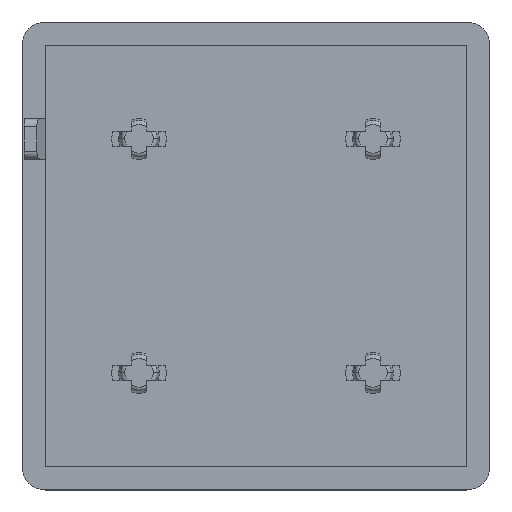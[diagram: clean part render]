
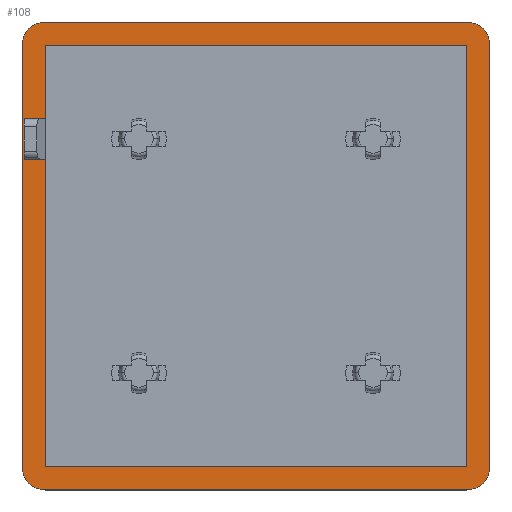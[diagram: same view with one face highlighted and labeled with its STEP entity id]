
A CAD part, top view. The second image highlights one B-rep face of the part: STEP entity #108.
In plain terms, the highlighted planar face has unit normal (0, 0, 1).
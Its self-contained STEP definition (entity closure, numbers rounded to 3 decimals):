
#108=ADVANCED_FACE('',(#308,#309),#310,.T.);
#308=FACE_OUTER_BOUND('',#637,.T.);
#309=FACE_BOUND('',#638,.T.);
#310=PLANE('',#639);
#637=EDGE_LOOP('',(#1183,#1184,#1185,#1186,#1187,#1188,#1189,#1190));
#638=EDGE_LOOP('',(#1191,#1192,#1193,#1194,#1195,#1196,#1197,#1198));
#639=AXIS2_PLACEMENT_3D('',#1199,#1200,#1201);
#1183=ORIENTED_EDGE('',*,*,#2432,.T.);
#1184=ORIENTED_EDGE('',*,*,#2433,.T.);
#1185=ORIENTED_EDGE('',*,*,#2434,.T.);
#1186=ORIENTED_EDGE('',*,*,#2435,.T.);
#1187=ORIENTED_EDGE('',*,*,#2436,.T.);
#1188=ORIENTED_EDGE('',*,*,#2437,.T.);
#1189=ORIENTED_EDGE('',*,*,#2438,.T.);
#1190=ORIENTED_EDGE('',*,*,#2439,.T.);
#1191=ORIENTED_EDGE('',*,*,#2440,.F.);
#1192=ORIENTED_EDGE('',*,*,#2441,.T.);
#1193=ORIENTED_EDGE('',*,*,#2442,.T.);
#1194=ORIENTED_EDGE('',*,*,#2443,.T.);
#1195=ORIENTED_EDGE('',*,*,#2444,.F.);
#1196=ORIENTED_EDGE('',*,*,#2445,.F.);
#1197=ORIENTED_EDGE('',*,*,#2446,.F.);
#1198=ORIENTED_EDGE('',*,*,#2447,.F.);
#1199=CARTESIAN_POINT('',(45.0,-45.0,3.0));
#1200=DIRECTION('',(-0.0,0.0,1.0));
#1201=DIRECTION('',(1.0,-0.0,0.0));
#2432=EDGE_CURVE('',#3019,#3020,#3021,.T.);
#2433=EDGE_CURVE('',#3020,#3022,#3023,.T.);
#2434=EDGE_CURVE('',#3022,#3024,#3025,.T.);
#2435=EDGE_CURVE('',#3024,#3026,#3027,.T.);
#2436=EDGE_CURVE('',#3026,#3028,#3029,.T.);
#2437=EDGE_CURVE('',#3028,#3030,#3031,.T.);
#2438=EDGE_CURVE('',#3030,#3032,#3033,.T.);
#2439=EDGE_CURVE('',#3032,#3019,#3034,.T.);
#2440=EDGE_CURVE('',#3035,#3036,#3037,.T.);
#2441=EDGE_CURVE('',#3035,#3038,#3039,.T.);
#2442=EDGE_CURVE('',#3038,#3040,#3041,.T.);
#2443=EDGE_CURVE('',#3040,#3042,#3043,.T.);
#2444=EDGE_CURVE('',#3044,#3042,#3045,.T.);
#2445=EDGE_CURVE('',#3046,#3044,#3047,.T.);
#2446=EDGE_CURVE('',#3048,#3046,#3049,.T.);
#2447=EDGE_CURVE('',#3036,#3048,#3050,.T.);
#3019=VERTEX_POINT('',#3882);
#3020=VERTEX_POINT('',#3883);
#3021=LINE('',#3884,#3885);
#3022=VERTEX_POINT('',#3886);
#3023=CIRCLE('',#3887,3.0);
#3024=VERTEX_POINT('',#3888);
#3025=LINE('',#3889,#3890);
#3026=VERTEX_POINT('',#3891);
#3027=CIRCLE('',#3892,3.0);
#3028=VERTEX_POINT('',#3893);
#3029=LINE('',#3894,#3895);
#3030=VERTEX_POINT('',#3896);
#3031=CIRCLE('',#3897,3.0);
#3032=VERTEX_POINT('',#3898);
#3033=LINE('',#3899,#3900);
#3034=CIRCLE('',#3901,3.0);
#3035=VERTEX_POINT('',#3902);
#3036=VERTEX_POINT('',#3903);
#3037=LINE('',#3904,#3905);
#3038=VERTEX_POINT('',#3906);
#3039=LINE('',#3907,#3908);
#3040=VERTEX_POINT('',#3909);
#3041=LINE('',#3910,#3911);
#3042=VERTEX_POINT('',#3912);
#3043=LINE('',#3913,#3914);
#3044=VERTEX_POINT('',#3915);
#3045=LINE('',#3916,#3917);
#3046=VERTEX_POINT('',#3918);
#3047=LINE('',#3919,#3920);
#3048=VERTEX_POINT('',#3921);
#3049=LINE('',#3922,#3923);
#3050=LINE('',#3924,#3925);
#3882=CARTESIAN_POINT('',(-15.0,12.0,3.0));
#3883=CARTESIAN_POINT('',(-15.0,-42.0,3.0));
#3884=CARTESIAN_POINT('',(-15.0,15.0,3.0));
#3885=VECTOR('',#4984,1000.0);
#3886=CARTESIAN_POINT('',(-12.0,-45.0,3.0));
#3887=AXIS2_PLACEMENT_3D('',#4985,#4986,#4987);
#3888=CARTESIAN_POINT('',(42.0,-45.0,3.0));
#3889=CARTESIAN_POINT('',(-15.0,-45.0,3.0));
#3890=VECTOR('',#4988,1000.0);
#3891=CARTESIAN_POINT('',(45.0,-42.0,3.0));
#3892=AXIS2_PLACEMENT_3D('',#4989,#4990,#4991);
#3893=CARTESIAN_POINT('',(45.0,12.0,3.0));
#3894=CARTESIAN_POINT('',(45.0,15.0,3.0));
#3895=VECTOR('',#4992,1000.0);
#3896=CARTESIAN_POINT('',(42.0,15.0,3.0));
#3897=AXIS2_PLACEMENT_3D('',#4993,#4994,#4995);
#3898=CARTESIAN_POINT('',(-12.0,15.0,3.0));
#3899=CARTESIAN_POINT('',(-15.0,15.0,3.0));
#3900=VECTOR('',#4996,1000.0);
#3901=AXIS2_PLACEMENT_3D('',#4997,#4998,#4999);
#3902=CARTESIAN_POINT('',(-12.0,-2.6,3.0));
#3903=CARTESIAN_POINT('',(-12.0,-42.0,3.0));
#3904=CARTESIAN_POINT('',(-12.0,12.0,3.0));
#3905=VECTOR('',#5000,1000.0);
#3906=CARTESIAN_POINT('',(-14.7,-2.6,3.0));
#3907=CARTESIAN_POINT('',(45.0,-2.6,3.0));
#3908=VECTOR('',#5001,1000.0);
#3909=CARTESIAN_POINT('',(-14.7,2.6,3.0));
#3910=CARTESIAN_POINT('',(-14.7,-45.0,3.0));
#3911=VECTOR('',#5002,1000.0);
#3912=CARTESIAN_POINT('',(-12.0,2.6,3.0));
#3913=CARTESIAN_POINT('',(45.0,2.6,3.0));
#3914=VECTOR('',#5003,1000.0);
#3915=CARTESIAN_POINT('',(-12.0,12.0,3.0));
#3916=CARTESIAN_POINT('',(-12.0,12.0,3.0));
#3917=VECTOR('',#5004,1000.0);
#3918=CARTESIAN_POINT('',(42.0,12.0,3.0));
#3919=CARTESIAN_POINT('',(-12.0,12.0,3.0));
#3920=VECTOR('',#5005,1000.0);
#3921=CARTESIAN_POINT('',(42.0,-42.0,3.0));
#3922=CARTESIAN_POINT('',(42.0,12.0,3.0));
#3923=VECTOR('',#5006,1000.0);
#3924=CARTESIAN_POINT('',(-12.0,-42.0,3.0));
#3925=VECTOR('',#5007,1000.0);
#4984=DIRECTION('',(0.,-1.0,0.0));
#4985=CARTESIAN_POINT('',(-12.0,-42.0,3.0));
#4986=DIRECTION('',(-0.0,0.0,1.0));
#4987=DIRECTION('',(1.0,0.0,0.0));
#4988=DIRECTION('',(1.0,0.0,0.0));
#4989=CARTESIAN_POINT('',(42.0,-42.0,3.0));
#4990=DIRECTION('',(-0.0,0.0,1.0));
#4991=DIRECTION('',(1.0,0.0,0.0));
#4992=DIRECTION('',(-0.0,1.0,-0.0));
#4993=CARTESIAN_POINT('',(42.0,12.0,3.0));
#4994=DIRECTION('',(-0.0,0.0,1.0));
#4995=DIRECTION('',(1.0,0.0,0.0));
#4996=DIRECTION('',(-1.0,-0.0,-0.0));
#4997=CARTESIAN_POINT('',(-12.0,12.0,3.0));
#4998=DIRECTION('',(-0.0,0.0,1.0));
#4999=DIRECTION('',(1.0,0.0,0.0));
#5000=DIRECTION('',(0.,-1.0,0.0));
#5001=DIRECTION('',(-1.0,0.0,-0.0));
#5002=DIRECTION('',(0.0,1.0,0.0));
#5003=DIRECTION('',(1.0,0.0,0.0));
#5004=DIRECTION('',(0.,-1.0,0.0));
#5005=DIRECTION('',(-1.0,-0.0,-0.0));
#5006=DIRECTION('',(0.,1.0,-0.0));
#5007=DIRECTION('',(1.0,0.0,0.0));
